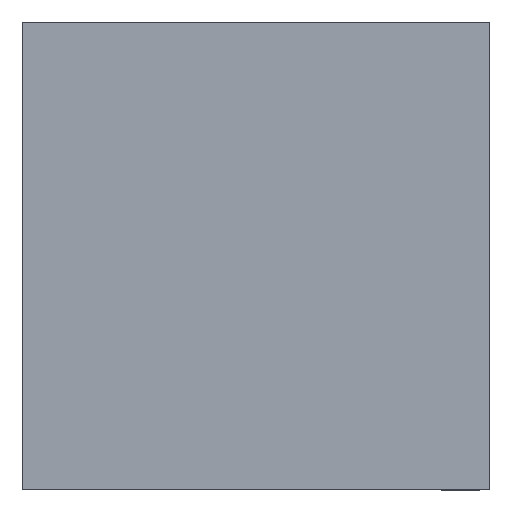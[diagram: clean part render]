
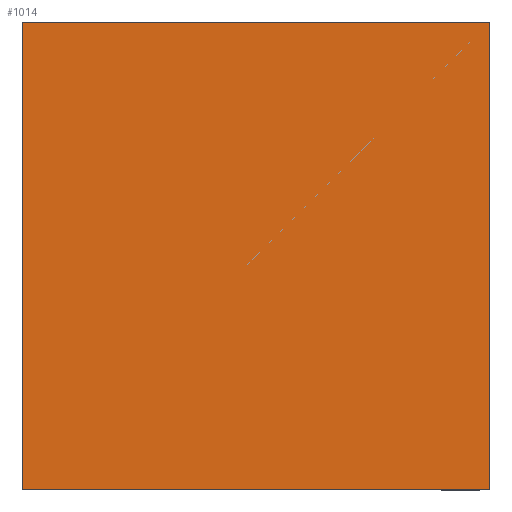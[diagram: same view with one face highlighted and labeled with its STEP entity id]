
A CAD part, front view. The second image highlights one B-rep face of the part: STEP entity #1014.
In plain terms, the highlighted free-form (B-spline) face has degree [1, 1] with [2, 2] control points.
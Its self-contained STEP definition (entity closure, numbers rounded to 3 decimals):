
#979=CARTESIAN_POINT('F38',(-22.5,-25.,
   -22.5));
#980=CARTESIAN_POINT('F38',(22.5,-25.,
   -22.5));
#981=CARTESIAN_POINT('F38',(-22.5,-25.,
   22.5));
#982=CARTESIAN_POINT('F38',(22.5,-25.,
   22.5));
#983=QUASI_UNIFORM_SURFACE('F38',1,1,((#979,#981),(#980,#982)),
   .PLANE_SURF.,.F.,.F.,.U.);
#984=CARTESIAN_POINT('V98',(22.5,-25.,
   -22.5));
#985=VERTEX_POINT('V98',#984);
#986=CARTESIAN_POINT('V97',(-22.5,-25.,
   -22.5));
#987=VERTEX_POINT('V97',#986);
#988=CARTESIAN_POINT('E133',(22.5,-25.,
   -22.5));
#989=CARTESIAN_POINT('E133',(-22.5,-25.,
   -22.5));
#990=QUASI_UNIFORM_CURVE('E133',1,(#988,#989),.POLYLINE_FORM.,.F.,
   .U.);
#991=EDGE_CURVE('E133',#985,#987,#990,.T.);
#992=ORIENTED_EDGE('E133',*,*,#991,.T.);
#993=CARTESIAN_POINT('V100',(-22.5,-25.,
   22.5));
#994=VERTEX_POINT('V100',#993);
#995=CARTESIAN_POINT('E136',(-22.5,-25.,
   22.5));
#996=CARTESIAN_POINT('E136',(-22.5,-25.,
   -22.5));
#997=QUASI_UNIFORM_CURVE('E136',1,(#995,#996),.POLYLINE_FORM.,.F.,
   .U.);
#998=EDGE_CURVE('E136',#994,#987,#997,.T.);
#999=ORIENTED_EDGE('E136',*,*,#998,.F.);
#1000=CARTESIAN_POINT('V99',(22.5,-25.,
   22.5));
#1001=VERTEX_POINT('V99',#1000);
#1002=CARTESIAN_POINT('E135',(-22.5,
   -25.,22.5));
#1003=CARTESIAN_POINT('E135',(22.5,-25.,
   22.5));
#1004=QUASI_UNIFORM_CURVE('E135',1,(#1002,#1003),.POLYLINE_FORM.,.F.,
   .U.);
#1005=EDGE_CURVE('E135',#994,#1001,#1004,.T.);
#1006=ORIENTED_EDGE('E135',*,*,#1005,.T.);
#1007=CARTESIAN_POINT('E134',(22.5,-25.,
   22.5));
#1008=CARTESIAN_POINT('E134',(22.5,-25.,
   -22.5));
#1009=QUASI_UNIFORM_CURVE('E134',1,(#1007,#1008),.POLYLINE_FORM.,.F.,
   .U.);
#1010=EDGE_CURVE('E134',#1001,#985,#1009,.T.);
#1011=ORIENTED_EDGE('E134',*,*,#1010,.T.);
#1012=EDGE_LOOP('F38',(#992,#999,#1006,#1011));
#1013=FACE_OUTER_BOUND('F38',#1012,.F.);
#1014=ADVANCED_FACE('F38',(#1013),#983,.T.);
